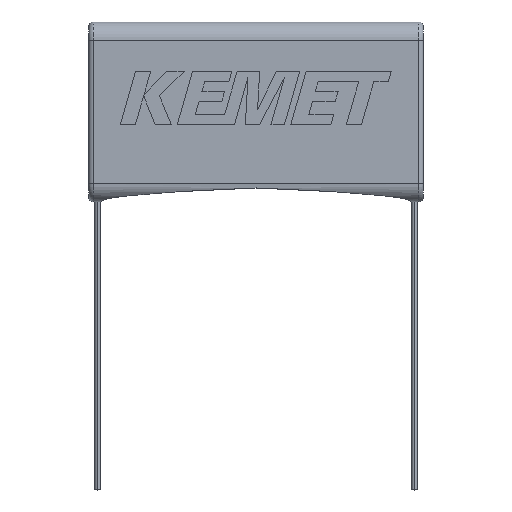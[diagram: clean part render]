
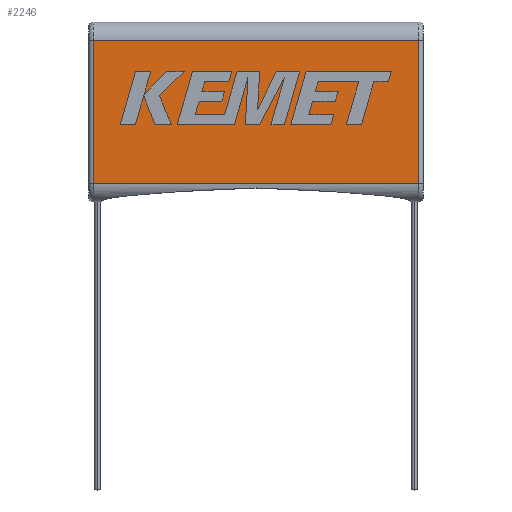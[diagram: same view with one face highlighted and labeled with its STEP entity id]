
A CAD part, top view. The second image highlights one B-rep face of the part: STEP entity #2246.
In plain terms, the highlighted planar face has unit normal (0, 0, 1).
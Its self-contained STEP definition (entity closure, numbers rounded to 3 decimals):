
#233 = LINE ( 'NONE', #2552, #3891 ) ;
#428 = VECTOR ( 'NONE', #1848, 1000. ) ;
#738 = VERTEX_POINT ( 'NONE', #2636 ) ;
#767 = AXIS2_PLACEMENT_3D ( 'NONE', #1196, #1217, #880 ) ;
#840 = VECTOR ( 'NONE', #914, 1000. ) ;
#880 = DIRECTION ( 'NONE',  ( -1., 0., 0. ) ) ;
#914 = DIRECTION ( 'NONE',  ( -1., 0., 0. ) ) ;
#1196 = CARTESIAN_POINT ( 'NONE',  ( 0., 0., 5.08 ) ) ;
#1198 = CARTESIAN_POINT ( 'NONE',  ( 0.5, 17.81, 5.08 ) ) ;
#1217 = DIRECTION ( 'NONE',  ( 0., 0., -1. ) ) ;
#1227 = LINE ( 'NONE', #2607, #840 ) ;
#1399 = VECTOR ( 'NONE', #1956, 1000. ) ;
#1437 = EDGE_CURVE ( 'NONE', #3171, #2802, #233, .T. ) ;
#1617 = FACE_OUTER_BOUND ( 'NONE', #1798, .T. ) ;
#1698 = LINE ( 'NONE', #3016, #1399 ) ;
#1721 = EDGE_CURVE ( 'NONE', #738, #2056, #1227, .T. ) ;
#1798 = EDGE_LOOP ( 'NONE', ( #3009, #3445, #2501, #4223 ) ) ;
#1848 = DIRECTION ( 'NONE',  ( 0., -1., 0. ) ) ;
#1956 = DIRECTION ( 'NONE',  ( 0., 1., 0. ) ) ;
#2056 = VERTEX_POINT ( 'NONE', #1198 ) ;
#2229 = CARTESIAN_POINT ( 'NONE',  ( 0.5, 0., 5.08 ) ) ;
#2246 = ADVANCED_FACE ( 'NONE', ( #1617 ), #3198, .F. ) ;
#2501 = ORIENTED_EDGE ( 'NONE', *, *, #1721, .T. ) ;
#2552 = CARTESIAN_POINT ( 'NONE',  ( 0., 2., 5.08 ) ) ;
#2607 = CARTESIAN_POINT ( 'NONE',  ( 0., 17.81, 5.08 ) ) ;
#2636 = CARTESIAN_POINT ( 'NONE',  ( 36.33, 17.81, 5.08 ) ) ;
#2736 = EDGE_CURVE ( 'NONE', #2056, #3171, #3873, .T. ) ;
#2802 = VERTEX_POINT ( 'NONE', #3512 ) ;
#3009 = ORIENTED_EDGE ( 'NONE', *, *, #1437, .T. ) ;
#3016 = CARTESIAN_POINT ( 'NONE',  ( 36.33, 0., 5.08 ) ) ;
#3171 = VERTEX_POINT ( 'NONE', #3806 ) ;
#3198 = PLANE ( 'NONE',  #767 ) ;
#3445 = ORIENTED_EDGE ( 'NONE', *, *, #4060, .T. ) ;
#3512 = CARTESIAN_POINT ( 'NONE',  ( 36.33, 2., 5.08 ) ) ;
#3806 = CARTESIAN_POINT ( 'NONE',  ( 0.5, 2., 5.08 ) ) ;
#3873 = LINE ( 'NONE', #2229, #428 ) ;
#3891 = VECTOR ( 'NONE', #4257, 1000. ) ;
#4060 = EDGE_CURVE ( 'NONE', #2802, #738, #1698, .T. ) ;
#4223 = ORIENTED_EDGE ( 'NONE', *, *, #2736, .T. ) ;
#4257 = DIRECTION ( 'NONE',  ( 1., 0., 0. ) ) ;
